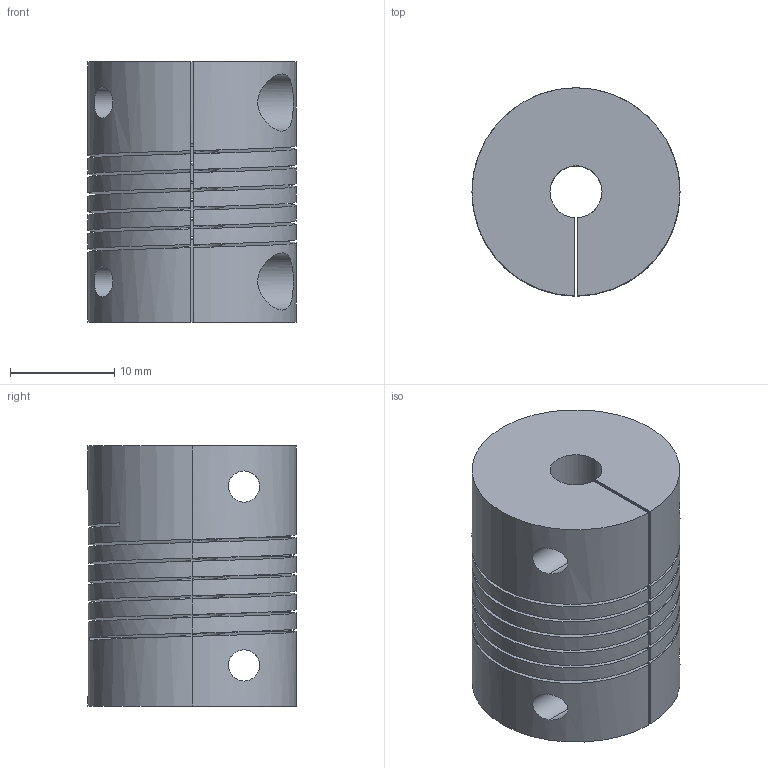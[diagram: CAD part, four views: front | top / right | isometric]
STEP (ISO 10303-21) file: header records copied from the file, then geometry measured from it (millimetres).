
FILE_DESCRIPTION (( 'STEP AP214' ), '1' );
FILE_NAME ('.25 inch x 5mm Flexible Coupling.step', '2015-01-21T14:40:58', ( 'Mark' ), ( '' ), 'SwSTEP 2.0', 'SolidWorks 2013', '' );
FILE_SCHEMA (( 'AUTOMOTIVE_DESIGN' ));
Length unit declared in the file: millimetre
Products named in the file (1): .25 inch x 5mm Flexible Coupling
Bounding box: 20 x 20 x 25 mm (x, y, z)
Volume: 6247.5 mm3; surface area: 6580 mm2
Topology: 6 solids, 6 shells, 90 faces, 228 edges, 152 vertices
Faces by surface type: cylinder 55, plane 21, bspline 14
Entity records: 6873 total; most frequent: CARTESIAN_POINT 4927, ORIENTED_EDGE 456, DIRECTION 302, EDGE_CURVE 228, VERTEX_POINT 152, AXIS2_PLACEMENT_3D 111, EDGE_LOOP 100, FACE_OUTER_BOUND 90
